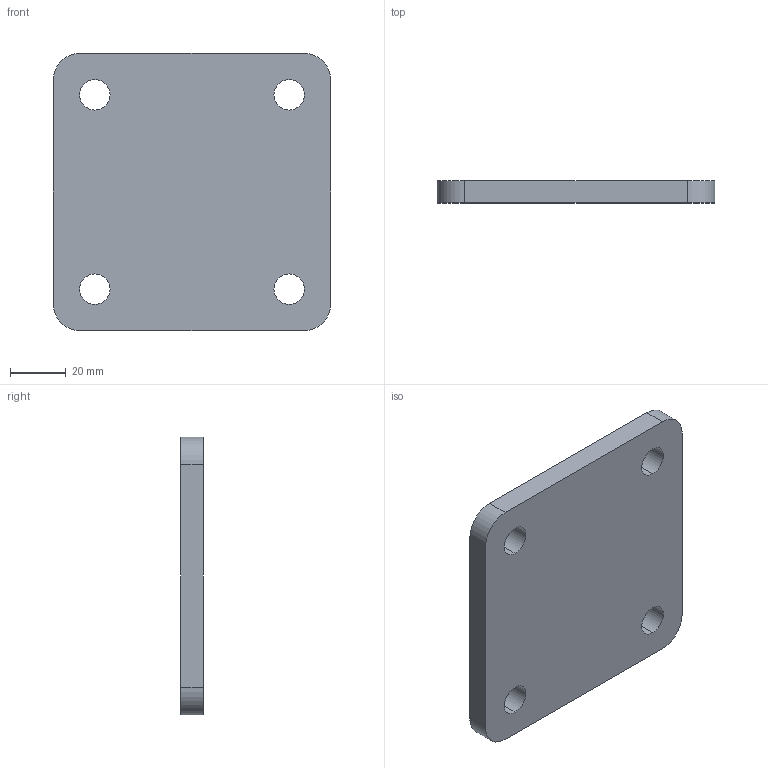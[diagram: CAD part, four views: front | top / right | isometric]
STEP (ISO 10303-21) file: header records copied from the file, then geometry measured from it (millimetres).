
FILE_DESCRIPTION (( 'STEP AP203' ), '1' );
FILE_NAME ('3D_GB3142_100X100X8_188743200.STEP', '2024-10-24T09:29:31', ( '' ), ( '' ), 'SwSTEP 2.0', 'SolidWorks 2023', '' );
FILE_SCHEMA (( 'CONFIG_CONTROL_DESIGN' ));
Length unit declared in the file: millimetre
Products named in the file (1): 3D_GB3142_100X100X8_188743200
Bounding box: 100 x 8 x 100 mm (x, y, z)
Volume: 76272.2 mm3; surface area: 23236.5 mm2
Topology: 1 solids, 1 shells, 18 faces, 48 edges, 32 vertices
Faces by surface type: cylinder 12, plane 6
Entity records: 669 total; most frequent: DIRECTION 110, CARTESIAN_POINT 99, ORIENTED_EDGE 96, EDGE_CURVE 48, AXIS2_PLACEMENT_3D 43, VERTEX_POINT 32, EDGE_LOOP 26, CIRCLE 24
